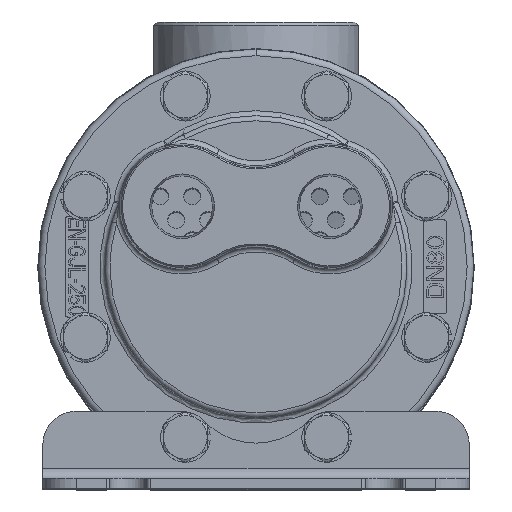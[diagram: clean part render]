
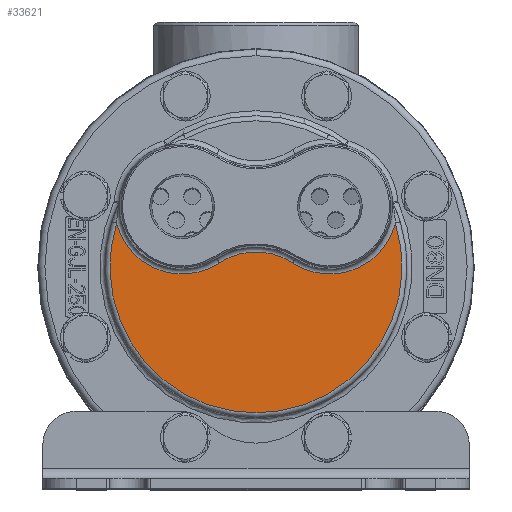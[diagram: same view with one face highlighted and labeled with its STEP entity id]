
A CAD part, top view. The second image highlights one B-rep face of the part: STEP entity #33621.
In plain terms, the highlighted planar face has unit normal (0, 0, 1).
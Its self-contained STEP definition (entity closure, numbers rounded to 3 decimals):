
#25590=CARTESIAN_POINT('',(0.,0.,3.));
#25591=DIRECTION('',(0.,0.,1.));
#25592=DIRECTION('',(-0.954,0.298,0.));
#25593=AXIS2_PLACEMENT_3D('',#25590,#25591,#25592);
#25595=CARTESIAN_POINT('',(-22.,18.,3.));
#25596=DIRECTION('',(0.,0.,1.));
#25597=DIRECTION('',(-0.968,-0.249,0.));
#25598=AXIS2_PLACEMENT_3D('',#25595,#25596,#25597);
#25600=CARTESIAN_POINT('',(0.,-15.407,3.));
#25601=DIRECTION('',(0.,0.,-1.));
#25602=DIRECTION('',(-0.55,0.835,0.));
#25603=AXIS2_PLACEMENT_3D('',#25600,#25601,#25602);
#25605=CARTESIAN_POINT('',(22.,18.,3.));
#25606=DIRECTION('',(0.,0.,1.));
#25607=DIRECTION('',(-0.55,-0.835,0.));
#25608=AXIS2_PLACEMENT_3D('',#25605,#25606,#25607);
#25816=CARTESIAN_POINT('',(41.52,12.973,3.));
#31408=CARTESIAN_POINT('',(-10.914,1.165,3.));
#31409=CARTESIAN_POINT('',(10.914,1.165,3.));
#31410=VERTEX_POINT('',#31408);
#31411=VERTEX_POINT('',#31409);
#31430=VERTEX_POINT('',#25816);
#31432=CARTESIAN_POINT('',(-41.52,12.973,
3.));
#31433=VERTEX_POINT('',#31432);
#33606=CARTESIAN_POINT('',(0.,0.,3.));
#33607=DIRECTION('',(0.,0.,-1.));
#33608=DIRECTION('',(1.,0.,0.));
#33609=AXIS2_PLACEMENT_3D('',#33606,#33607,#33608);
#33610=PLANE('',#33609);
#33612=ORIENTED_EDGE('',*,*,#33611,.F.);
#33614=ORIENTED_EDGE('',*,*,#33613,.T.);
#33616=ORIENTED_EDGE('',*,*,#33615,.T.);
#33618=ORIENTED_EDGE('',*,*,#33617,.T.);
#33619=EDGE_LOOP('',(#33612,#33614,#33616,#33618));
#33620=FACE_OUTER_BOUND('',#33619,.F.);
#33621=ADVANCED_FACE('',(#33620),#33610,.F.);
#25594=CIRCLE('',#25593,43.5);
#25599=CIRCLE('',#25598,20.157);
#25604=CIRCLE('',#25603,19.843);
#25609=CIRCLE('',#25608,20.157);
#33611=EDGE_CURVE('',#31433,#31430,#25594,.T.);
#33613=EDGE_CURVE('',#31433,#31410,#25599,.T.);
#33615=EDGE_CURVE('',#31410,#31411,#25604,.T.);
#33617=EDGE_CURVE('',#31411,#31430,#25609,.T.);
